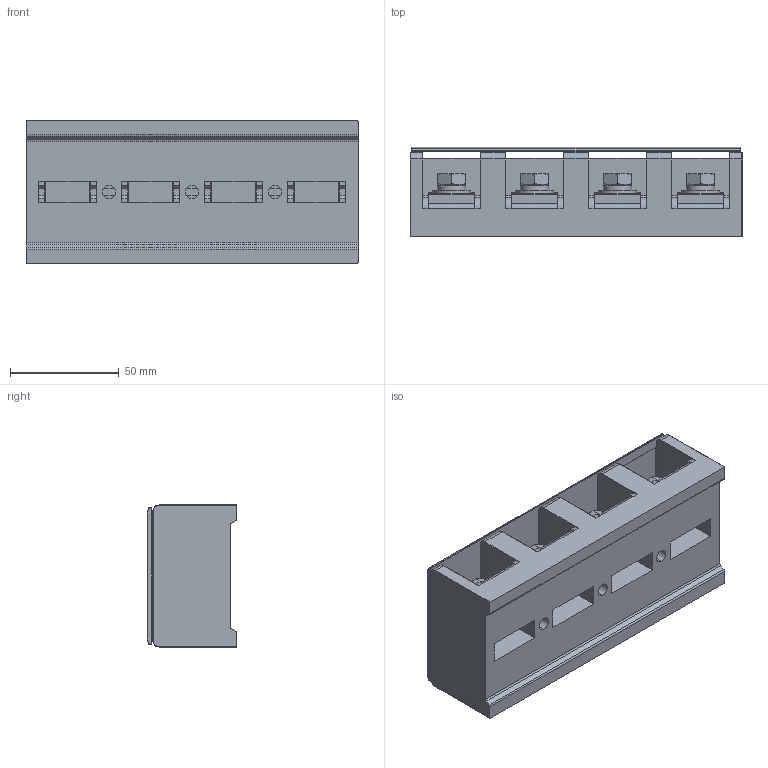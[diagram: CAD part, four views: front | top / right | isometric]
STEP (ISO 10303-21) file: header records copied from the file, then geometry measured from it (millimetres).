
FILE_DESCRIPTION((''),'2;1');
FILE_NAME('5YB574303_SW0001','2023-07-13T',('Administrator'),(''),'PRO/ENGINEER BY PARAMETRIC TECHNOLOGY CORPORATION, 2013230','PRO/ENGINEER BY PARAMETRIC TECHNOLOGY CORPORATION, 2013230','');
FILE_SCHEMA(('CONFIG_CONTROL_DESIGN'));
Products named in the file (1): 5YB574303_SW0001
Bounding box: 153 x 41.3 x 65.5 mm (x, y, z)
Volume: 246436.4 mm3; surface area: 86949.8 mm2
Topology: 2 solids, 2 shells, 1902 faces, 5277 edges, 3436 vertices
Faces by surface type: plane 1326, cylinder 322, bspline 98, cone 80, torus 60, sphere 16
Entity records: 83752 total; most frequent: CARTESIAN_POINT 36105, ORIENTED_EDGE 10490, DIRECTION 8923, EDGE_CURVE 5245, VECTOR 3771, LINE 3771, VERTEX_POINT 3436, AXIS2_PLACEMENT_3D 2576
